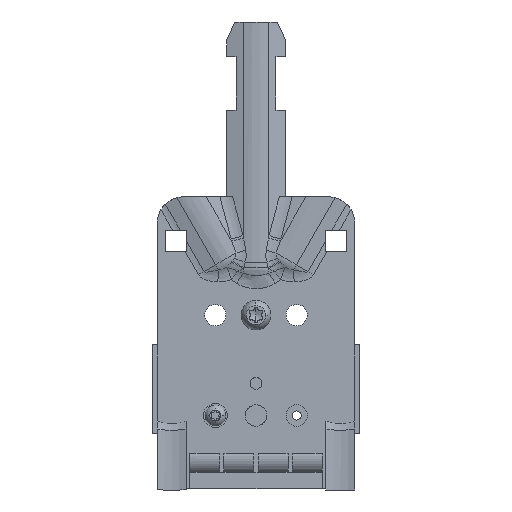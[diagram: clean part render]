
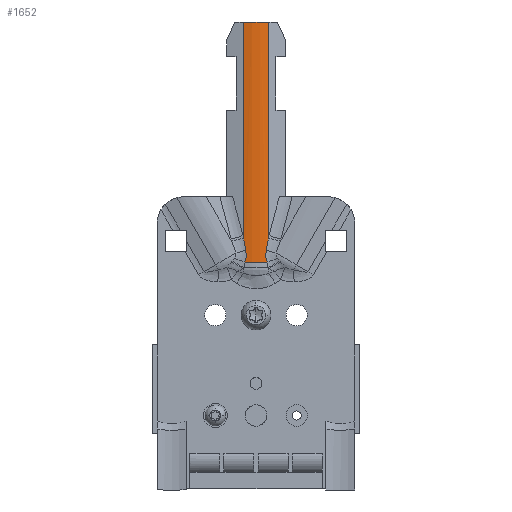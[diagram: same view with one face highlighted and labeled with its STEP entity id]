
A CAD part, front view. The second image highlights one B-rep face of the part: STEP entity #1652.
In plain terms, the highlighted cylindrical face has radius 10 mm (diameter 20 mm), a partial arc.
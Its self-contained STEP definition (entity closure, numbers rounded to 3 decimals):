
#1578=AXIS2_PLACEMENT_3D('Cylinder Axis2P3D',#1575,#1576,#1577) ;
#1598=AXIS2_PLACEMENT_3D('Circle Axis2P3D',#1596,#1597,$) ;
#1637=AXIS2_PLACEMENT_3D('Circle Axis2P3D',#1635,#1636,$) ;
#703=CARTESIAN_POINT('Control Point',(17.106,1.662,47.206)) ;
#704=CARTESIAN_POINT('Control Point',(17.19,1.642,46.743)) ;
#705=CARTESIAN_POINT('Control Point',(17.275,1.623,46.279)) ;
#706=CARTESIAN_POINT('Control Point',(17.36,1.604,45.815)) ;
#707=CARTESIAN_POINT('Control Point',(17.444,1.587,45.352)) ;
#708=CARTESIAN_POINT('Control Point',(17.529,1.57,44.888)) ;
#709=CARTESIAN_POINT('Vertex',(17.529,1.57,44.888)) ;
#711=CARTESIAN_POINT('Vertex',(17.106,1.662,47.206)) ;
#751=CARTESIAN_POINT('Vertex',(17.028,1.682,47.641)) ;
#1553=CARTESIAN_POINT('Control Point',(17.028,1.682,47.641)) ;
#1554=CARTESIAN_POINT('Control Point',(17.043,1.678,47.554)) ;
#1555=CARTESIAN_POINT('Control Point',(17.059,1.674,47.467)) ;
#1556=CARTESIAN_POINT('Control Point',(17.074,1.67,47.38)) ;
#1557=CARTESIAN_POINT('Control Point',(17.09,1.666,47.293)) ;
#1558=CARTESIAN_POINT('Control Point',(17.106,1.662,47.206)) ;
#1575=CARTESIAN_POINT('Axis2P3D Location',(19.447,11.385,65.15)) ;
#1580=CARTESIAN_POINT('Line Origine',(17.028,1.682,65.15)) ;
#1584=CARTESIAN_POINT('Vertex',(17.028,1.682,87.65)) ;
#1588=CARTESIAN_POINT('Control Point',(17.444,1.587,42.65)) ;
#1589=CARTESIAN_POINT('Control Point',(17.566,1.562,43.179)) ;
#1590=CARTESIAN_POINT('Control Point',(17.638,1.55,43.734)) ;
#1591=CARTESIAN_POINT('Control Point',(17.634,1.55,44.317)) ;
#1592=CARTESIAN_POINT('Control Point',(17.529,1.57,44.888)) ;
#1593=CARTESIAN_POINT('Vertex',(17.444,1.587,42.65)) ;
#1596=CARTESIAN_POINT('Axis2P3D Location',(19.447,11.385,42.65)) ;
#1600=CARTESIAN_POINT('Vertex',(21.45,1.587,42.65)) ;
#1604=CARTESIAN_POINT('Control Point',(21.45,1.587,42.65)) ;
#1605=CARTESIAN_POINT('Control Point',(21.328,1.562,43.18)) ;
#1606=CARTESIAN_POINT('Control Point',(21.255,1.55,43.733)) ;
#1607=CARTESIAN_POINT('Control Point',(21.259,1.55,44.317)) ;
#1608=CARTESIAN_POINT('Control Point',(21.364,1.57,44.888)) ;
#1609=CARTESIAN_POINT('Vertex',(21.364,1.57,44.888)) ;
#1613=CARTESIAN_POINT('Control Point',(21.364,1.57,44.888)) ;
#1614=CARTESIAN_POINT('Control Point',(21.506,1.598,45.661)) ;
#1615=CARTESIAN_POINT('Control Point',(21.647,1.628,46.433)) ;
#1616=CARTESIAN_POINT('Control Point',(21.788,1.662,47.206)) ;
#1617=CARTESIAN_POINT('Vertex',(21.788,1.662,47.206)) ;
#1621=CARTESIAN_POINT('Control Point',(21.866,1.682,47.641)) ;
#1622=CARTESIAN_POINT('Control Point',(21.84,1.675,47.496)) ;
#1623=CARTESIAN_POINT('Control Point',(21.814,1.669,47.351)) ;
#1624=CARTESIAN_POINT('Control Point',(21.788,1.662,47.206)) ;
#1625=CARTESIAN_POINT('Vertex',(21.866,1.682,47.641)) ;
#1628=CARTESIAN_POINT('Line Origine',(21.866,1.682,65.15)) ;
#1632=CARTESIAN_POINT('Vertex',(21.866,1.682,87.65)) ;
#1635=CARTESIAN_POINT('Axis2P3D Location',(19.447,11.385,87.65)) ;
#1576=DIRECTION('Axis2P3D Direction',(0.,0.,-1.)) ;
#1577=DIRECTION('Axis2P3D XDirection',(0.242,-0.97,0.)) ;
#1581=DIRECTION('Vector Direction',(0.,0.,-1.)) ;
#1597=DIRECTION('Axis2P3D Direction',(0.,0.,-1.)) ;
#1629=DIRECTION('Vector Direction',(0.,0.,-1.)) ;
#1636=DIRECTION('Axis2P3D Direction',(0.,0.,-1.)) ;
#1582=VECTOR('Line Direction',#1581,1.) ;
#1630=VECTOR('Line Direction',#1629,1.) ;
#1641=ORIENTED_EDGE('',*,*,#1586,.T.) ;
#1642=ORIENTED_EDGE('',*,*,#1559,.F.) ;
#1643=ORIENTED_EDGE('',*,*,#713,.F.) ;
#1644=ORIENTED_EDGE('',*,*,#1595,.F.) ;
#1645=ORIENTED_EDGE('',*,*,#1602,.T.) ;
#1646=ORIENTED_EDGE('',*,*,#1611,.F.) ;
#1647=ORIENTED_EDGE('',*,*,#1619,.F.) ;
#1648=ORIENTED_EDGE('',*,*,#1627,.F.) ;
#1649=ORIENTED_EDGE('',*,*,#1634,.F.) ;
#1650=ORIENTED_EDGE('',*,*,#1639,.T.) ;
#1652=ADVANCED_FACE('SIBL SH',(#1651),#1579,.T.) ;
#702=B_SPLINE_CURVE_WITH_KNOTS('',5,(#703,#704,#705,#706,#707,#708),.UNSPECIFIED.,.F.,.U.,(6,6),(8.064,11.402),.UNSPECIFIED.) ;
#1552=B_SPLINE_CURVE_WITH_KNOTS('',5,(#1553,#1554,#1555,#1556,#1557,#1558),.UNSPECIFIED.,.F.,.U.,(6,6),(16.843,17.477),.UNSPECIFIED.) ;
#1587=B_SPLINE_CURVE_WITH_KNOTS('',4,(#1588,#1589,#1590,#1591,#1592),.UNSPECIFIED.,.F.,.U.,(5,5),(8.041,10.55),.UNSPECIFIED.) ;
#1603=B_SPLINE_CURVE_WITH_KNOTS('',4,(#1604,#1605,#1606,#1607,#1608),.UNSPECIFIED.,.F.,.U.,(5,5),(8.04,10.549),.UNSPECIFIED.) ;
#1612=B_SPLINE_CURVE_WITH_KNOTS('',3,(#1613,#1614,#1615,#1616),.UNSPECIFIED.,.F.,.U.,(4,4),(19.25,22.589),.UNSPECIFIED.) ;
#1620=B_SPLINE_CURVE_WITH_KNOTS('',3,(#1621,#1622,#1623,#1624),.UNSPECIFIED.,.F.,.U.,(4,4),(16.843,17.477),.UNSPECIFIED.) ;
#1599=CIRCLE('generated circle',#1598,10.) ;
#1638=CIRCLE('generated circle',#1637,10.) ;
#1579=CYLINDRICAL_SURFACE('generated cylinder',#1578,10.) ;
#713=EDGE_CURVE('',#710,#712,#702,.F.) ;
#1559=EDGE_CURVE('',#712,#752,#1552,.F.) ;
#1586=EDGE_CURVE('',#1585,#752,#1583,.T.) ;
#1595=EDGE_CURVE('',#1594,#710,#1587,.T.) ;
#1602=EDGE_CURVE('',#1594,#1601,#1599,.F.) ;
#1611=EDGE_CURVE('',#1610,#1601,#1603,.F.) ;
#1619=EDGE_CURVE('',#1618,#1610,#1612,.F.) ;
#1627=EDGE_CURVE('',#1626,#1618,#1620,.T.) ;
#1634=EDGE_CURVE('',#1633,#1626,#1631,.T.) ;
#1639=EDGE_CURVE('',#1633,#1585,#1638,.T.) ;
#1640=EDGE_LOOP('',(#1641,#1642,#1643,#1644,#1645,#1646,#1647,#1648,#1649,#1650)) ;
#1651=FACE_OUTER_BOUND('',#1640,.T.) ;
#1583=LINE('Line',#1580,#1582) ;
#1631=LINE('Line',#1628,#1630) ;
#710=VERTEX_POINT('',#709) ;
#712=VERTEX_POINT('',#711) ;
#752=VERTEX_POINT('',#751) ;
#1585=VERTEX_POINT('',#1584) ;
#1594=VERTEX_POINT('',#1593) ;
#1601=VERTEX_POINT('',#1600) ;
#1610=VERTEX_POINT('',#1609) ;
#1618=VERTEX_POINT('',#1617) ;
#1626=VERTEX_POINT('',#1625) ;
#1633=VERTEX_POINT('',#1632) ;
